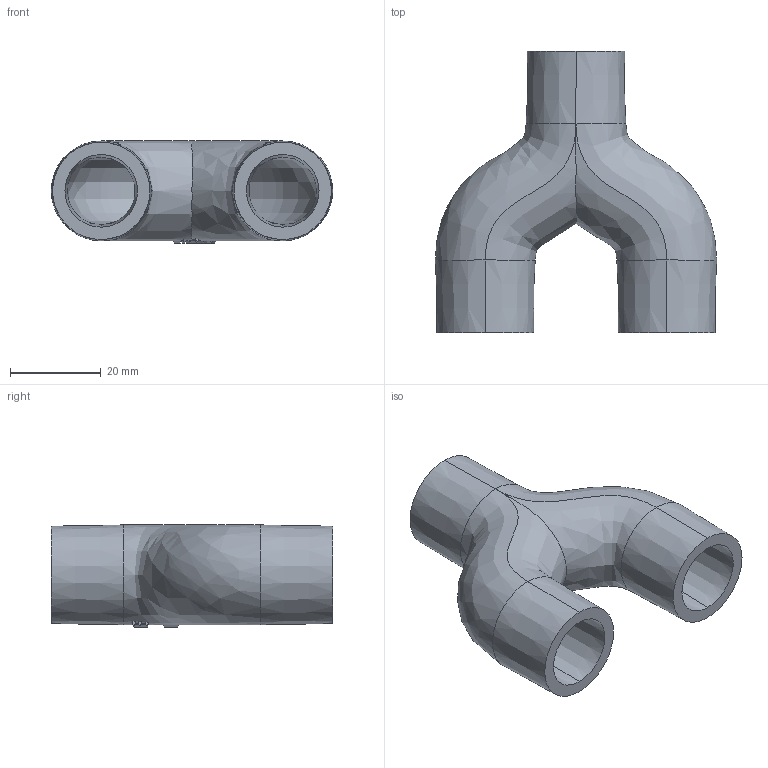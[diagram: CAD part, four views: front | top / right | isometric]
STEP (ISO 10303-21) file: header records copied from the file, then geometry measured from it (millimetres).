
FILE_DESCRIPTION (( 'STEP AP203' ), '1' );
FILE_NAME ('2Way_WYE_V1.STEP', '2020-03-18T00:18:08', ( '' ), ( '' ), 'SwSTEP 2.0', 'SolidWorks 2018', '' );
FILE_SCHEMA (( 'CONFIG_CONTROL_DESIGN' ));
Length unit declared in the file: millimetre
Products named in the file (1): 2Way_WYE_V1
Bounding box: 62 x 62 x 22.5 mm (x, y, z)
Volume: 21012.1 mm3; surface area: 13079.1 mm2
Topology: 1 solids, 1 shells, 142 faces, 341 edges, 202 vertices
Faces by surface type: plane 113, cone 18, bspline 11
Entity records: 25782 total; most frequent: CARTESIAN_POINT 22646, ORIENTED_EDGE 682, DIRECTION 537, EDGE_CURVE 341, VECTOR 225, LINE 225, VERTEX_POINT 202, AXIS2_PLACEMENT_3D 156
